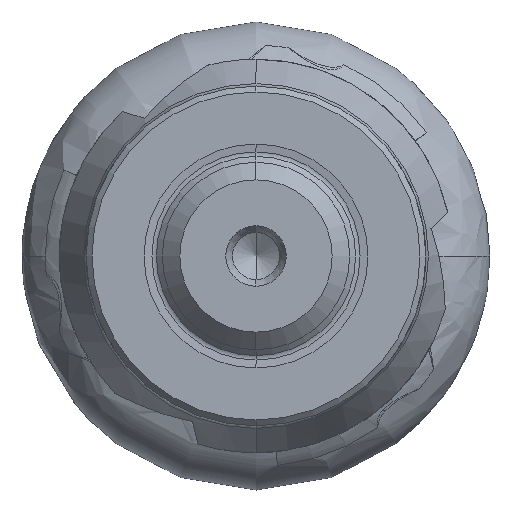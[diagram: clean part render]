
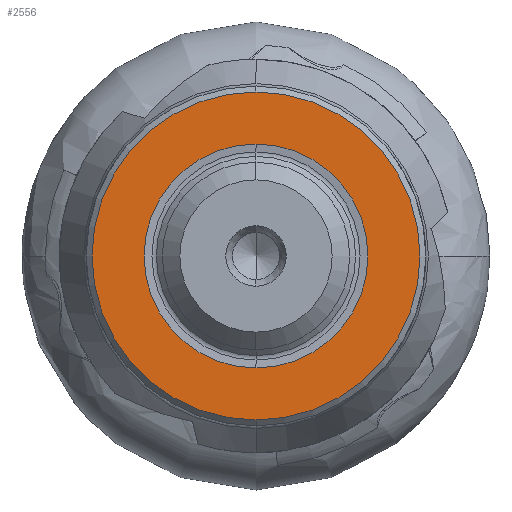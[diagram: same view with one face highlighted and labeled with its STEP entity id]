
A CAD part, left-side view. The second image highlights one B-rep face of the part: STEP entity #2556.
In plain terms, the highlighted planar face has unit normal (-1, 0, 0).
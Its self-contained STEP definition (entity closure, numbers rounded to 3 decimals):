
#489 = FACE_BOUND ( 'NONE', #2866, .T. ) ;
#525 = AXIS2_PLACEMENT_3D ( 'NONE', #4583, #3192, #5095 ) ;
#612 = CIRCLE ( 'NONE', #646, 9.558 ) ;
#646 = AXIS2_PLACEMENT_3D ( 'NONE', #1523, #2002, #2452 ) ;
#960 = PLANE ( 'NONE',  #5771 ) ;
#1083 = CIRCLE ( 'NONE', #4905, 14. ) ;
#1110 = EDGE_LOOP ( 'NONE', ( #3252, #3797 ) ) ;
#1267 = VERTEX_POINT ( 'NONE', #5302 ) ;
#1523 = CARTESIAN_POINT ( 'NONE',  ( -31.75, 0., 0. ) ) ;
#1567 = AXIS2_PLACEMENT_3D ( 'NONE', #5270, #3843, #5702 ) ;
#1599 = VERTEX_POINT ( 'NONE', #3169 ) ;
#1766 = CARTESIAN_POINT ( 'NONE',  ( -31.75, 0., 14. ) ) ;
#1884 = DIRECTION ( 'NONE',  ( 1., 0., 0. ) ) ;
#2002 = DIRECTION ( 'NONE',  ( 1., 0., 0. ) ) ;
#2370 = ORIENTED_EDGE ( 'NONE', *, *, #2876, .T. ) ;
#2452 = DIRECTION ( 'NONE',  ( 0., 0., -1. ) ) ;
#2541 = EDGE_CURVE ( 'Kante23', #4513, #4536, #1083, .T. ) ;
#2556 = ADVANCED_FACE ( 'NONE', ( #489, #3936 ), #960, .T. ) ;
#2668 = EDGE_CURVE ( 'Kante23', #4536, #4513, #5059, .T. ) ;
#2866 = EDGE_LOOP ( 'NONE', ( #2370, #4796 ) ) ;
#2876 = EDGE_CURVE ( 'NONE', #1267, #1599, #4911, .T. ) ;
#3169 = CARTESIAN_POINT ( 'NONE',  ( -31.75, 0., -9.558 ) ) ;
#3192 = DIRECTION ( 'NONE',  ( 1., 0., 0. ) ) ;
#3252 = ORIENTED_EDGE ( 'NONE', *, *, #2541, .F. ) ;
#3788 = CARTESIAN_POINT ( 'NONE',  ( -31.75, 9.558, 0. ) ) ;
#3797 = ORIENTED_EDGE ( 'NONE', *, *, #2668, .F. ) ;
#3843 = DIRECTION ( 'NONE',  ( 1., 0., 0. ) ) ;
#3936 = FACE_OUTER_BOUND ( 'NONE', #1110, .T. ) ;
#4037 = CARTESIAN_POINT ( 'NONE',  ( -31.75, 0., -14. ) ) ;
#4513 = VERTEX_POINT ( 'NONE', #4037 ) ;
#4536 = VERTEX_POINT ( 'NONE', #1766 ) ;
#4583 = CARTESIAN_POINT ( 'NONE',  ( -31.75, 0., 0. ) ) ;
#4745 = CARTESIAN_POINT ( 'NONE',  ( -31.75, 0., 0. ) ) ;
#4796 = ORIENTED_EDGE ( 'NONE', *, *, #5707, .T. ) ;
#4905 = AXIS2_PLACEMENT_3D ( 'NONE', #4745, #1884, #5630 ) ;
#4911 = CIRCLE ( 'NONE', #525, 9.558 ) ;
#5059 = CIRCLE ( 'NONE', #1567, 14. ) ;
#5095 = DIRECTION ( 'NONE',  ( 0., 0., -1. ) ) ;
#5217 = DIRECTION ( 'NONE',  ( -1., 0., 0. ) ) ;
#5270 = CARTESIAN_POINT ( 'NONE',  ( -31.75, 0., 0. ) ) ;
#5286 = DIRECTION ( 'NONE',  ( 0., 0., 1. ) ) ;
#5302 = CARTESIAN_POINT ( 'NONE',  ( -31.75, 0., 9.558 ) ) ;
#5630 = DIRECTION ( 'NONE',  ( 0., 0., -1. ) ) ;
#5702 = DIRECTION ( 'NONE',  ( 0., 0., -1. ) ) ;
#5707 = EDGE_CURVE ( 'NONE', #1599, #1267, #612, .T. ) ;
#5771 = AXIS2_PLACEMENT_3D ( 'NONE', #3788, #5217, #5286 ) ;
